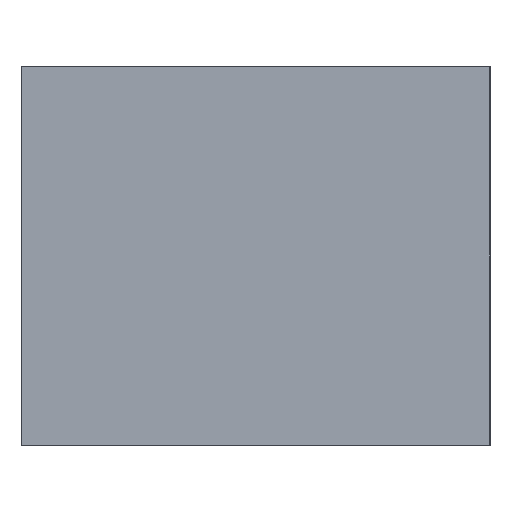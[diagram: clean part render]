
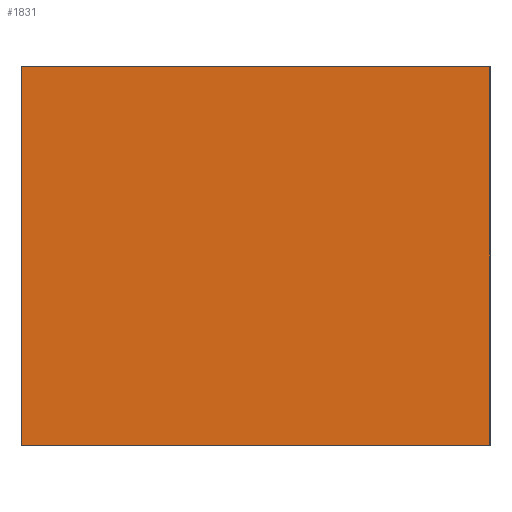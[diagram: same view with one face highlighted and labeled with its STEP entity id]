
A CAD part, left-side view. The second image highlights one B-rep face of the part: STEP entity #1831.
In plain terms, the highlighted planar face has unit normal (-1, 0, 0).
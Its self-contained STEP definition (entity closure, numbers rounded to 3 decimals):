
#85 = VERTEX_POINT ( 'NONE', #1061 ) ;
#88 = PLANE ( 'NONE',  #1447 ) ;
#106 = CARTESIAN_POINT ( 'NONE',  ( 0., 0., 0. ) ) ;
#116 = VECTOR ( 'NONE', #1033, 1000. ) ;
#165 = ORIENTED_EDGE ( 'NONE', *, *, #348, .T. ) ;
#191 = FACE_OUTER_BOUND ( 'NONE', #1126, .T. ) ;
#250 = DIRECTION ( 'NONE',  ( 0., 0., 1. ) ) ;
#294 = VECTOR ( 'NONE', #1905, 1000. ) ;
#338 = ORIENTED_EDGE ( 'NONE', *, *, #1780, .T. ) ;
#348 = EDGE_CURVE ( 'NONE', #85, #836, #906, .T. ) ;
#526 = CARTESIAN_POINT ( 'NONE',  ( 0., 13.75, 22.225 ) ) ;
#588 = CARTESIAN_POINT ( 'NONE',  ( 0., 27.5, 0. ) ) ;
#672 = EDGE_CURVE ( 'NONE', #1914, #759, #1930, .T. ) ;
#683 = VECTOR ( 'NONE', #1393, 1000. ) ;
#689 = VECTOR ( 'NONE', #1756, 1000. ) ;
#759 = VERTEX_POINT ( 'NONE', #1170 ) ;
#834 = CARTESIAN_POINT ( 'NONE',  ( 0., 27.5, 0. ) ) ;
#836 = VERTEX_POINT ( 'NONE', #106 ) ;
#866 = CARTESIAN_POINT ( 'NONE',  ( 0., 27.5, 0. ) ) ;
#906 = LINE ( 'NONE', #588, #116 ) ;
#922 = EDGE_CURVE ( 'NONE', #85, #1914, #1069, .T. ) ;
#976 = CARTESIAN_POINT ( 'NONE',  ( 0., 0., 0. ) ) ;
#1033 = DIRECTION ( 'NONE',  ( 0., -1., 0. ) ) ;
#1061 = CARTESIAN_POINT ( 'NONE',  ( 0., 27.5, 0. ) ) ;
#1069 = LINE ( 'NONE', #866, #683 ) ;
#1075 = LINE ( 'NONE', #976, #689 ) ;
#1126 = EDGE_LOOP ( 'NONE', ( #1793, #1153, #165, #338 ) ) ;
#1135 = DIRECTION ( 'NONE',  ( -1., 0., 0. ) ) ;
#1153 = ORIENTED_EDGE ( 'NONE', *, *, #922, .F. ) ;
#1170 = CARTESIAN_POINT ( 'NONE',  ( 0., 0., 22.225 ) ) ;
#1393 = DIRECTION ( 'NONE',  ( 0., 0., 1. ) ) ;
#1447 = AXIS2_PLACEMENT_3D ( 'NONE', #834, #1135, #250 ) ;
#1463 = CARTESIAN_POINT ( 'NONE',  ( 0., 27.5, 22.225 ) ) ;
#1756 = DIRECTION ( 'NONE',  ( 0., 0., 1. ) ) ;
#1780 = EDGE_CURVE ( 'NONE', #836, #759, #1075, .T. ) ;
#1793 = ORIENTED_EDGE ( 'NONE', *, *, #672, .F. ) ;
#1831 = ADVANCED_FACE ( 'NONE', ( #191 ), #88, .T. ) ;
#1905 = DIRECTION ( 'NONE',  ( 0., -1., 0. ) ) ;
#1914 = VERTEX_POINT ( 'NONE', #1463 ) ;
#1930 = LINE ( 'NONE', #526, #294 ) ;
